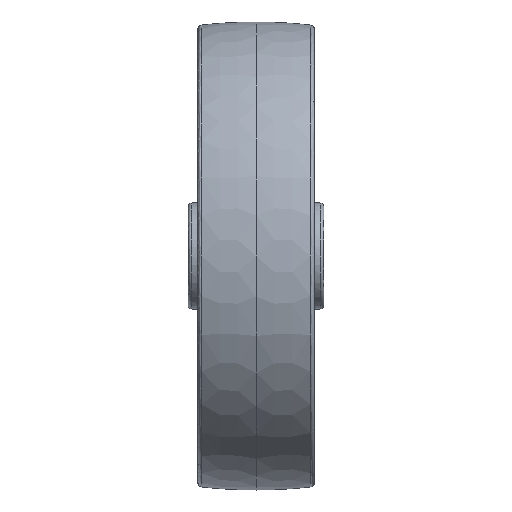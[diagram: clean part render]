
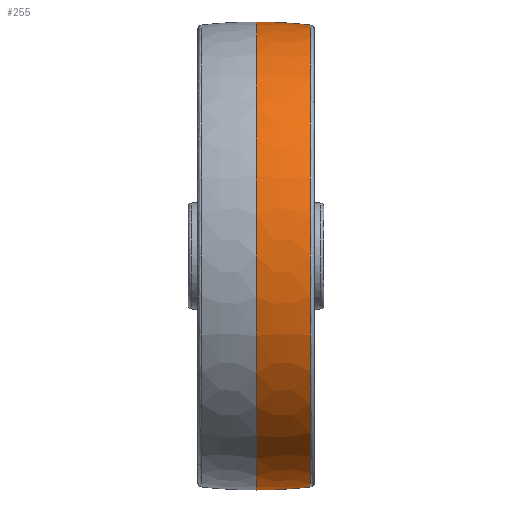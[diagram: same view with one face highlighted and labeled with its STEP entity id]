
A CAD part, front view. The second image highlights one B-rep face of the part: STEP entity #255.
In plain terms, the highlighted toroidal (fillet/blend) face has major radius 99.999 mm and minor radius 200 mm.
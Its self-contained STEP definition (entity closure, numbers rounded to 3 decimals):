
#53 = ORIENTED_EDGE ( 'NONE', *, *, #2773, .T. ) ;
#255 = ADVANCED_FACE ( 'NONE', ( #1879 ), #3185, .T. ) ;
#328 = VERTEX_POINT ( 'NONE', #439 ) ;
#392 = DIRECTION ( 'NONE',  ( 0., 0., 1. ) ) ;
#439 = CARTESIAN_POINT ( 'NONE',  ( 0., 0., -100. ) ) ;
#466 = DIRECTION ( 'NONE',  ( -1., 0., 0. ) ) ;
#513 = DIRECTION ( 'NONE',  ( -1., 0., 0. ) ) ;
#644 = CIRCLE ( 'NONE', #1536, 200. ) ;
#857 = CARTESIAN_POINT ( 'NONE',  ( 23.227, 0., 98.71 ) ) ;
#1006 = CARTESIAN_POINT ( 'NONE',  ( 23.227, 0., -98.71 ) ) ;
#1032 = EDGE_LOOP ( 'NONE', ( #2610, #53, #1465, #3433 ) ) ;
#1083 = AXIS2_PLACEMENT_3D ( 'NONE', #2260, #513, #1355 ) ;
#1289 = AXIS2_PLACEMENT_3D ( 'NONE', #3242, #466, #3261 ) ;
#1296 = DIRECTION ( 'NONE',  ( 0., 1., 0. ) ) ;
#1355 = DIRECTION ( 'NONE',  ( 0., 0., 1. ) ) ;
#1362 = CIRCLE ( 'NONE', #2779, 98.71 ) ;
#1423 = EDGE_CURVE ( 'NONE', #2798, #1589, #2512, .T. ) ;
#1465 = ORIENTED_EDGE ( 'NONE', *, *, #1423, .T. ) ;
#1536 = AXIS2_PLACEMENT_3D ( 'NONE', #2708, #1296, #2429 ) ;
#1539 = DIRECTION ( 'NONE',  ( -1., 0., 0. ) ) ;
#1589 = VERTEX_POINT ( 'NONE', #1842 ) ;
#1667 = VERTEX_POINT ( 'NONE', #1006 ) ;
#1819 = CARTESIAN_POINT ( 'NONE',  ( 23.227, 0., 0. ) ) ;
#1827 = DIRECTION ( 'NONE',  ( 0., 0., -1. ) ) ;
#1842 = CARTESIAN_POINT ( 'NONE',  ( 0., 0., 100. ) ) ;
#1879 = FACE_OUTER_BOUND ( 'NONE', #1032, .T. ) ;
#1909 = CARTESIAN_POINT ( 'NONE',  ( 0.545, 0., -99.999 ) ) ;
#1963 = EDGE_CURVE ( 'NONE', #328, #1589, #3333, .T. ) ;
#1981 = AXIS2_PLACEMENT_3D ( 'NONE', #1909, #3578, #1827 ) ;
#2260 = CARTESIAN_POINT ( 'NONE',  ( 0., 0., 0. ) ) ;
#2429 = DIRECTION ( 'NONE',  ( 0., 0., 1. ) ) ;
#2512 = CIRCLE ( 'NONE', #1981, 200. ) ;
#2610 = ORIENTED_EDGE ( 'NONE', *, *, #3294, .F. ) ;
#2708 = CARTESIAN_POINT ( 'NONE',  ( 0.545, 0., 99.999 ) ) ;
#2773 = EDGE_CURVE ( 'NONE', #1667, #2798, #1362, .T. ) ;
#2779 = AXIS2_PLACEMENT_3D ( 'NONE', #1819, #1539, #392 ) ;
#2798 = VERTEX_POINT ( 'NONE', #857 ) ;
#3185 = TOROIDAL_SURFACE ( 'NONE', #1289, -99.999, 200. ) ;
#3242 = CARTESIAN_POINT ( 'NONE',  ( 0.545, 0., 0. ) ) ;
#3261 = DIRECTION ( 'NONE',  ( 0., 0., 1. ) ) ;
#3294 = EDGE_CURVE ( 'NONE', #1667, #328, #644, .T. ) ;
#3333 = CIRCLE ( 'NONE', #1083, 100. ) ;
#3433 = ORIENTED_EDGE ( 'NONE', *, *, #1963, .F. ) ;
#3578 = DIRECTION ( 'NONE',  ( 0., -1., 0. ) ) ;
